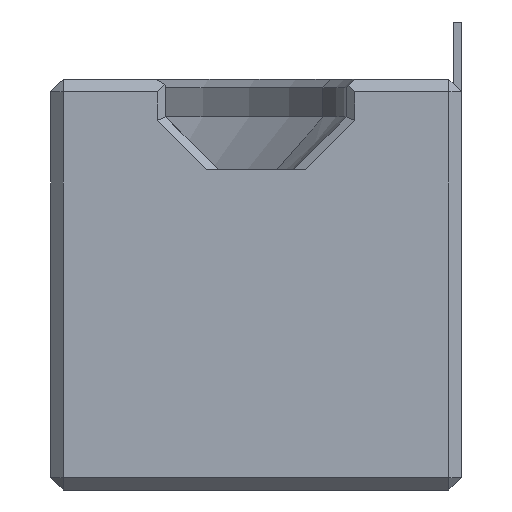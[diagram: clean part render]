
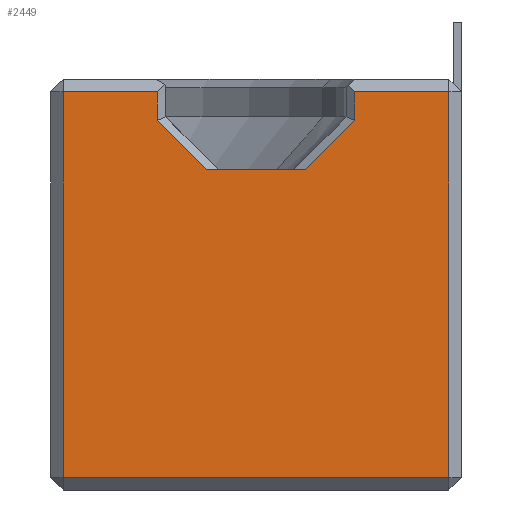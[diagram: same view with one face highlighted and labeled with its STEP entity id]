
A CAD part, front view. The second image highlights one B-rep face of the part: STEP entity #2449.
In plain terms, the highlighted planar face has unit normal (0, -1, 0).
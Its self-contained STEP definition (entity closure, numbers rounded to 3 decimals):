
#79 = EDGE_CURVE ( 'NONE', #799, #2571, #2083, .T. ) ;
#80 = CARTESIAN_POINT ( 'NONE',  ( 19.029, 0., 39. ) ) ;
#82 = LINE ( 'NONE', #1344, #1534 ) ;
#96 = ORIENTED_EDGE ( 'NONE', *, *, #548, .T. ) ;
#122 = CARTESIAN_POINT ( 'NONE',  ( 13., 0., 50. ) ) ;
#147 = VERTEX_POINT ( 'NONE', #1800 ) ;
#356 = VERTEX_POINT ( 'NONE', #2952 ) ;
#439 = CARTESIAN_POINT ( 'NONE',  ( 1.5, 0., 50. ) ) ;
#548 = EDGE_CURVE ( 'NONE', #2748, #356, #584, .T. ) ;
#556 = DIRECTION ( 'NONE',  ( -0.707, 0., 0.707 ) ) ;
#584 = LINE ( 'NONE', #122, #2729 ) ;
#601 = VECTOR ( 'NONE', #556, 1000. ) ;
#621 = VERTEX_POINT ( 'NONE', #80 ) ;
#769 = LINE ( 'NONE', #2795, #1611 ) ;
#793 = EDGE_CURVE ( 'NONE', #1659, #2973, #1529, .T. ) ;
#799 = VERTEX_POINT ( 'NONE', #3061 ) ;
#804 = EDGE_LOOP ( 'NONE', ( #2954, #1908, #3010, #1416, #1218, #2245, #96, #989, #2736, #2996 ) ) ;
#820 = DIRECTION ( 'NONE',  ( 0., 0., 1. ) ) ;
#872 = EDGE_CURVE ( 'NONE', #2784, #799, #769, .T. ) ;
#875 = CARTESIAN_POINT ( 'NONE',  ( 48.5, 0., 1.5 ) ) ;
#989 = ORIENTED_EDGE ( 'NONE', *, *, #1194, .T. ) ;
#1194 = EDGE_CURVE ( 'NONE', #356, #2761, #2810, .T. ) ;
#1218 = ORIENTED_EDGE ( 'NONE', *, *, #2633, .F. ) ;
#1344 = CARTESIAN_POINT ( 'NONE',  ( 37., 0., 50. ) ) ;
#1416 = ORIENTED_EDGE ( 'NONE', *, *, #793, .T. ) ;
#1436 = LINE ( 'NONE', #439, #2792 ) ;
#1457 = VECTOR ( 'NONE', #2061, 1000. ) ;
#1482 = LINE ( 'NONE', #2495, #601 ) ;
#1529 = LINE ( 'NONE', #2026, #1457 ) ;
#1534 = VECTOR ( 'NONE', #2076, 1000. ) ;
#1611 = VECTOR ( 'NONE', #820, 1000. ) ;
#1643 = DIRECTION ( 'NONE',  ( 0., 0., 1. ) ) ;
#1659 = VERTEX_POINT ( 'NONE', #3019 ) ;
#1692 = PLANE ( 'NONE',  #2578 ) ;
#1753 = CARTESIAN_POINT ( 'NONE',  ( 30.971, 0., 39. ) ) ;
#1779 = CARTESIAN_POINT ( 'NONE',  ( 0., 0., 48.5 ) ) ;
#1800 = CARTESIAN_POINT ( 'NONE',  ( 1.5, 0., 1.5 ) ) ;
#1908 = ORIENTED_EDGE ( 'NONE', *, *, #79, .T. ) ;
#1932 = DIRECTION ( 'NONE',  ( 0., 0., -1. ) ) ;
#2026 = CARTESIAN_POINT ( 'NONE',  ( 20.985, 0., 29.015 ) ) ;
#2029 = CARTESIAN_POINT ( 'NONE',  ( 50., 0., 1.5 ) ) ;
#2061 = DIRECTION ( 'NONE',  ( -0.707, 0., -0.707 ) ) ;
#2076 = DIRECTION ( 'NONE',  ( 0., 0., -1. ) ) ;
#2083 = LINE ( 'NONE', #1779, #2877 ) ;
#2132 = EDGE_CURVE ( 'NONE', #147, #2784, #2817, .T. ) ;
#2222 = CARTESIAN_POINT ( 'NONE',  ( 20.444, 0., 39. ) ) ;
#2227 = EDGE_CURVE ( 'NONE', #621, #2748, #1482, .T. ) ;
#2245 = ORIENTED_EDGE ( 'NONE', *, *, #2227, .T. ) ;
#2296 = DIRECTION ( 'NONE',  ( -1., 0., 0. ) ) ;
#2305 = VECTOR ( 'NONE', #3046, 1000. ) ;
#2370 = FACE_OUTER_BOUND ( 'NONE', #804, .T. ) ;
#2413 = VECTOR ( 'NONE', #3233, 1000. ) ;
#2435 = CARTESIAN_POINT ( 'NONE',  ( 0., 0., 50. ) ) ;
#2441 = VECTOR ( 'NONE', #2790, 1000. ) ;
#2449 = ADVANCED_FACE ( 'NONE', ( #2370 ), #1692, .F. ) ;
#2466 = LINE ( 'NONE', #2222, #2413 ) ;
#2487 = CARTESIAN_POINT ( 'NONE',  ( 0., 0., 48.5 ) ) ;
#2495 = CARTESIAN_POINT ( 'NONE',  ( 4.015, 0., 54.015 ) ) ;
#2571 = VERTEX_POINT ( 'NONE', #3268 ) ;
#2573 = CARTESIAN_POINT ( 'NONE',  ( 13., 0., 45.029 ) ) ;
#2578 = AXIS2_PLACEMENT_3D ( 'NONE', #2435, #2683, #1643 ) ;
#2633 = EDGE_CURVE ( 'NONE', #621, #2973, #2466, .T. ) ;
#2638 = DIRECTION ( 'NONE',  ( 0., 0., 1. ) ) ;
#2683 = DIRECTION ( 'NONE',  ( 0., 1., 0. ) ) ;
#2729 = VECTOR ( 'NONE', #2638, 1000. ) ;
#2736 = ORIENTED_EDGE ( 'NONE', *, *, #2964, .T. ) ;
#2748 = VERTEX_POINT ( 'NONE', #2573 ) ;
#2761 = VERTEX_POINT ( 'NONE', #2915 ) ;
#2784 = VERTEX_POINT ( 'NONE', #875 ) ;
#2790 = DIRECTION ( 'NONE',  ( -1., 0., 0. ) ) ;
#2792 = VECTOR ( 'NONE', #1932, 1000. ) ;
#2795 = CARTESIAN_POINT ( 'NONE',  ( 48.5, 0., 50. ) ) ;
#2810 = LINE ( 'NONE', #2487, #2441 ) ;
#2817 = LINE ( 'NONE', #2029, #2305 ) ;
#2877 = VECTOR ( 'NONE', #2296, 1000. ) ;
#2915 = CARTESIAN_POINT ( 'NONE',  ( 1.5, 0., 48.5 ) ) ;
#2952 = CARTESIAN_POINT ( 'NONE',  ( 13., 0., 48.5 ) ) ;
#2954 = ORIENTED_EDGE ( 'NONE', *, *, #872, .T. ) ;
#2964 = EDGE_CURVE ( 'NONE', #2761, #147, #1436, .T. ) ;
#2973 = VERTEX_POINT ( 'NONE', #1753 ) ;
#2996 = ORIENTED_EDGE ( 'NONE', *, *, #2132, .T. ) ;
#3010 = ORIENTED_EDGE ( 'NONE', *, *, #3183, .T. ) ;
#3019 = CARTESIAN_POINT ( 'NONE',  ( 37., 0., 45.029 ) ) ;
#3046 = DIRECTION ( 'NONE',  ( 1., 0., 0. ) ) ;
#3061 = CARTESIAN_POINT ( 'NONE',  ( 48.5, 0., 48.5 ) ) ;
#3183 = EDGE_CURVE ( 'NONE', #2571, #1659, #82, .T. ) ;
#3233 = DIRECTION ( 'NONE',  ( 1., 0., 0. ) ) ;
#3268 = CARTESIAN_POINT ( 'NONE',  ( 37., 0., 48.5 ) ) ;
